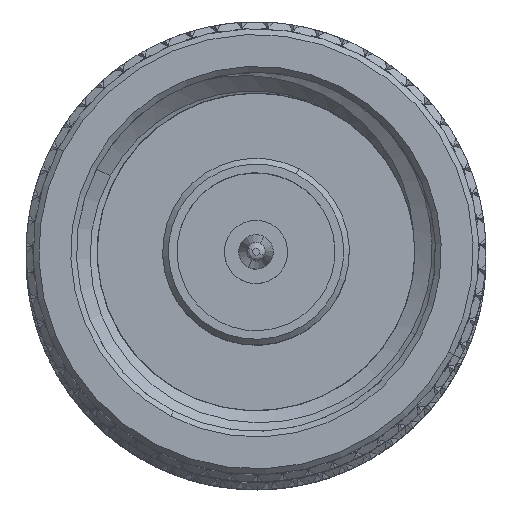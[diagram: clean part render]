
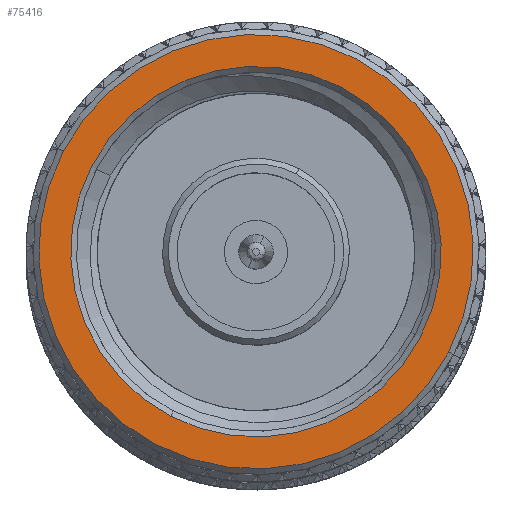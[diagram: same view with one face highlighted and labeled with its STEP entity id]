
A CAD part, top view. The second image highlights one B-rep face of the part: STEP entity #75416.
In plain terms, the highlighted face is planar.
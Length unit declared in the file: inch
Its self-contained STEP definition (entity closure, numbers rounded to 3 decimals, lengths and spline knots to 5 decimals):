
#7141 = DIRECTION ( 'NONE',  ( 0., 1., 0. ) ) ;
#10050 = CARTESIAN_POINT ( 'NONE',  ( 0., 0.38809, 0. ) ) ;
#11598 = VERTEX_POINT ( 'NONE', #76061 ) ;
#12359 = CARTESIAN_POINT ( 'NONE',  ( 0., 0., 0. ) ) ;
#13981 = CIRCLE ( 'NONE', #20081, 0.37809 ) ;
#14178 = EDGE_CURVE ( 'NONE', #45012, #11598, #30911, .T. ) ;
#14823 = EDGE_LOOP ( 'NONE', ( #50938, #86818 ) ) ;
#18977 = CIRCLE ( 'NONE', #36898, 0.3225 ) ;
#20081 = AXIS2_PLACEMENT_3D ( 'NONE', #12359, #54028, #21103 ) ;
#21103 = DIRECTION ( 'NONE',  ( 0., 1., 0. ) ) ;
#21161 = FACE_BOUND ( 'NONE', #14823, .T. ) ;
#22918 = DIRECTION ( 'NONE',  ( 0., -1., 0. ) ) ;
#23210 = AXIS2_PLACEMENT_3D ( 'NONE', #66466, #39216, #7141 ) ;
#24281 = CARTESIAN_POINT ( 'NONE',  ( 0., 0., 0. ) ) ;
#26943 = EDGE_CURVE ( 'NONE', #39893, #61558, #41250, .T. ) ;
#30911 = CIRCLE ( 'NONE', #49531, 0.3225 ) ;
#30941 = DIRECTION ( 'NONE',  ( 1., 0., 0. ) ) ;
#34582 = CARTESIAN_POINT ( 'NONE',  ( 0., -0.37809, 0. ) ) ;
#35091 = PLANE ( 'NONE',  #79311 ) ;
#36176 = DIRECTION ( 'NONE',  ( 0., 0., 1. ) ) ;
#36898 = AXIS2_PLACEMENT_3D ( 'NONE', #59778, #59489, #86769 ) ;
#39216 = DIRECTION ( 'NONE',  ( -1., 0., 0. ) ) ;
#39893 = VERTEX_POINT ( 'NONE', #34582 ) ;
#41250 = CIRCLE ( 'NONE', #23210, 0.37809 ) ;
#45012 = VERTEX_POINT ( 'NONE', #45291 ) ;
#45291 = CARTESIAN_POINT ( 'NONE',  ( 0., 0., -0.3225 ) ) ;
#45559 = ORIENTED_EDGE ( 'NONE', *, *, #26943, .T. ) ;
#49531 = AXIS2_PLACEMENT_3D ( 'NONE', #24281, #30941, #36176 ) ;
#50938 = ORIENTED_EDGE ( 'NONE', *, *, #62338, .T. ) ;
#54028 = DIRECTION ( 'NONE',  ( -1., 0., 0. ) ) ;
#59489 = DIRECTION ( 'NONE',  ( 1., 0., 0. ) ) ;
#59778 = CARTESIAN_POINT ( 'NONE',  ( 0., 0., 0. ) ) ;
#61558 = VERTEX_POINT ( 'NONE', #77496 ) ;
#62338 = EDGE_CURVE ( 'NONE', #11598, #45012, #18977, .T. ) ;
#66466 = CARTESIAN_POINT ( 'NONE',  ( 0., 0., 0. ) ) ;
#70158 = EDGE_LOOP ( 'NONE', ( #74974, #45559 ) ) ;
#74974 = ORIENTED_EDGE ( 'NONE', *, *, #86646, .T. ) ;
#75416 = ADVANCED_FACE ( 'NONE', ( #78682, #21161 ), #35091, .T. ) ;
#76061 = CARTESIAN_POINT ( 'NONE',  ( 0., 0., 0.3225 ) ) ;
#76961 = DIRECTION ( 'NONE',  ( -1., 0., 0. ) ) ;
#77496 = CARTESIAN_POINT ( 'NONE',  ( 0., 0.37809, 0. ) ) ;
#78682 = FACE_OUTER_BOUND ( 'NONE', #70158, .T. ) ;
#79311 = AXIS2_PLACEMENT_3D ( 'NONE', #10050, #76961, #22918 ) ;
#86646 = EDGE_CURVE ( 'NONE', #61558, #39893, #13981, .T. ) ;
#86769 = DIRECTION ( 'NONE',  ( 0., 0., 1. ) ) ;
#86818 = ORIENTED_EDGE ( 'NONE', *, *, #14178, .T. ) ;
